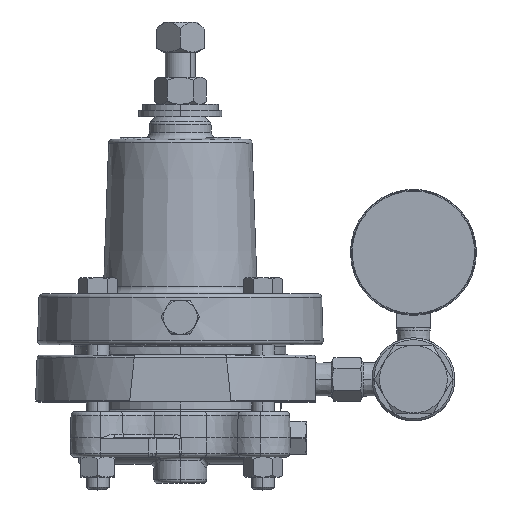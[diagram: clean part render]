
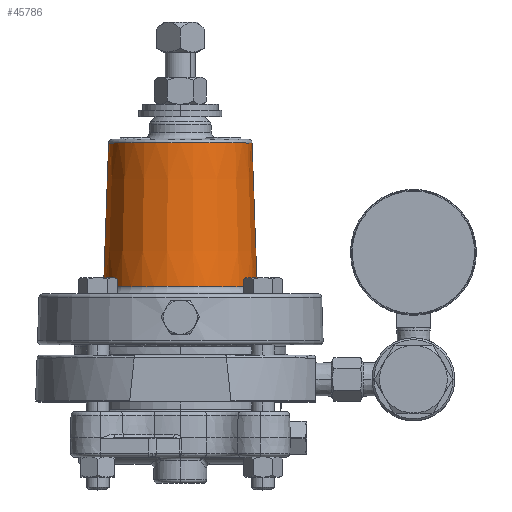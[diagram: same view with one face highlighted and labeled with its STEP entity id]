
A CAD part, top view. The second image highlights one B-rep face of the part: STEP entity #45786.
In plain terms, the highlighted conical face has half-angle 2 degrees and reference radius 30.163 mm.
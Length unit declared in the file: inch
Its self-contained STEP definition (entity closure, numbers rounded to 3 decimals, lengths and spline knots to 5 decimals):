
#2271 = CARTESIAN_POINT ( 'NONE',  ( 0., 4.9545, 0. ) ) ;
#3171 = DIRECTION ( 'NONE',  ( -1., 0., 0. ) ) ;
#3839 = VECTOR ( 'NONE', #31688, 39.37008 ) ;
#9863 = CARTESIAN_POINT ( 'NONE',  ( 1.18961, 4.89418, 0. ) ) ;
#11520 = CARTESIAN_POINT ( 'NONE',  ( -1.27277, 2.51264, 0. ) ) ;
#12047 = CARTESIAN_POINT ( 'NONE',  ( 0., 2.51264, 0. ) ) ;
#12471 = DIRECTION ( 'NONE',  ( 0., -1., 0. ) ) ;
#14794 = EDGE_CURVE ( 'NONE', #58176, #32789, #40301, .T. ) ;
#17649 = EDGE_CURVE ( 'NONE', #55173, #58176, #30706, .T. ) ;
#19367 = ORIENTED_EDGE ( 'NONE', *, *, #25370, .F. ) ;
#20596 = VERTEX_POINT ( 'NONE', #9863 ) ;
#20952 = VECTOR ( 'NONE', #29002, 39.37008 ) ;
#23185 = CARTESIAN_POINT ( 'NONE',  ( -1.18961, 4.89418, 0. ) ) ;
#23316 = AXIS2_PLACEMENT_3D ( 'NONE', #12047, #30003, #38860 ) ;
#25370 = EDGE_CURVE ( 'NONE', #20596, #32789, #28691, .T. ) ;
#25445 = FACE_OUTER_BOUND ( 'NONE', #40777, .T. ) ;
#28596 = AXIS2_PLACEMENT_3D ( 'NONE', #2271, #58104, #53747 ) ;
#28691 = LINE ( 'NONE', #37889, #20952 ) ;
#29002 = DIRECTION ( 'NONE',  ( 0.035, -0.999, 0. ) ) ;
#30003 = DIRECTION ( 'NONE',  ( 0., 1., 0. ) ) ;
#30022 = CARTESIAN_POINT ( 'NONE',  ( 0., 4.89418, 0. ) ) ;
#30706 = LINE ( 'NONE', #39618, #3839 ) ;
#31688 = DIRECTION ( 'NONE',  ( -0.035, -0.999, 0. ) ) ;
#32789 = VERTEX_POINT ( 'NONE', #53572 ) ;
#34753 = ORIENTED_EDGE ( 'NONE', *, *, #14794, .T. ) ;
#35807 = EDGE_CURVE ( 'NONE', #20596, #55173, #48810, .T. ) ;
#36733 = AXIS2_PLACEMENT_3D ( 'NONE', #30022, #12471, #3171 ) ;
#37889 = CARTESIAN_POINT ( 'NONE',  ( 1.1875, 4.9545, 0. ) ) ;
#38828 = CONICAL_SURFACE ( 'NONE', #28596, 1.1875, 0.035 ) ;
#38860 = DIRECTION ( 'NONE',  ( 1., 0., 0. ) ) ;
#39618 = CARTESIAN_POINT ( 'NONE',  ( -1.1875, 4.9545, 0. ) ) ;
#40301 = CIRCLE ( 'NONE', #23316, 1.27277 ) ;
#40777 = EDGE_LOOP ( 'NONE', ( #55213, #49632, #34753, #19367 ) ) ;
#45786 = ADVANCED_FACE ( 'NONE', ( #25445 ), #38828, .T. ) ;
#48810 = CIRCLE ( 'NONE', #36733, 1.18961 ) ;
#49632 = ORIENTED_EDGE ( 'NONE', *, *, #17649, .T. ) ;
#53572 = CARTESIAN_POINT ( 'NONE',  ( 1.27277, 2.51264, 0. ) ) ;
#53747 = DIRECTION ( 'NONE',  ( 1., 0., 0. ) ) ;
#55173 = VERTEX_POINT ( 'NONE', #23185 ) ;
#55213 = ORIENTED_EDGE ( 'NONE', *, *, #35807, .T. ) ;
#58104 = DIRECTION ( 'NONE',  ( 0., -1., 0. ) ) ;
#58176 = VERTEX_POINT ( 'NONE', #11520 ) ;
